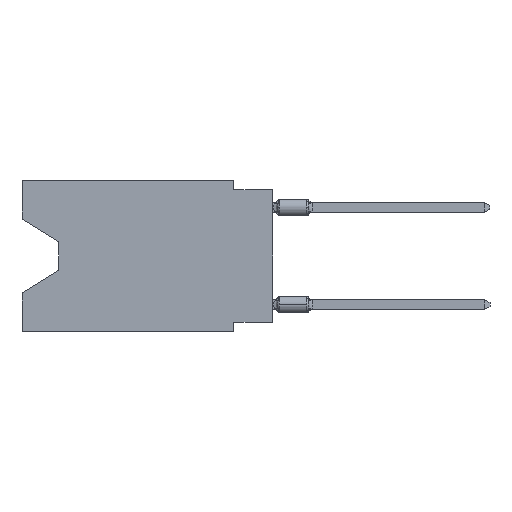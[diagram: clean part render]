
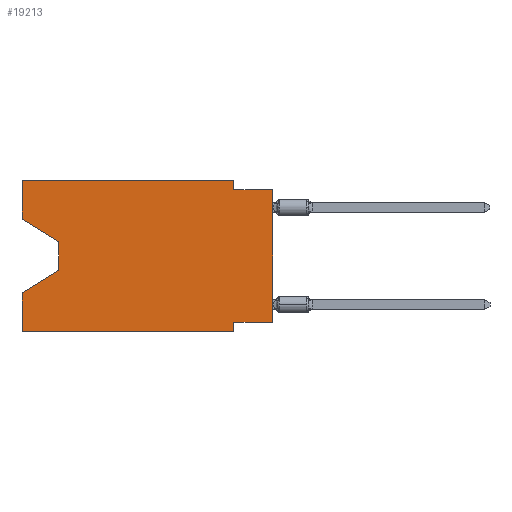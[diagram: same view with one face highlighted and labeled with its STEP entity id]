
A CAD part, left-side view. The second image highlights one B-rep face of the part: STEP entity #19213.
In plain terms, the highlighted planar face has unit normal (-1, 0, 0).
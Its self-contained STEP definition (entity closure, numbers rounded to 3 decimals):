
#125 = EDGE_CURVE ( 'NONE', #11897, #4088, #16369, .T. ) ;
#201 = CARTESIAN_POINT ( 'NONE',  ( 0., 0., -9.271 ) ) ;
#539 = VECTOR ( 'NONE', #6525, 1000. ) ;
#650 = LINE ( 'NONE', #19036, #10200 ) ;
#739 = CARTESIAN_POINT ( 'NONE',  ( 0., 2.54, -9.271 ) ) ;
#775 = CARTESIAN_POINT ( 'NONE',  ( 0., 2.54, 0. ) ) ;
#807 = DIRECTION ( 'NONE',  ( 0., 0., -1. ) ) ;
#898 = VECTOR ( 'NONE', #13125, 1000. ) ;
#914 = ORIENTED_EDGE ( 'NONE', *, *, #21173, .F. ) ;
#1280 = ORIENTED_EDGE ( 'NONE', *, *, #125, .F. ) ;
#1468 = VERTEX_POINT ( 'NONE', #10240 ) ;
#1802 = VECTOR ( 'NONE', #1849, 1000. ) ;
#1849 = DIRECTION ( 'NONE',  ( 0., 0., -1. ) ) ;
#2146 = CARTESIAN_POINT ( 'NONE',  ( 0., 0., -0.635 ) ) ;
#2333 = ORIENTED_EDGE ( 'NONE', *, *, #3192, .T. ) ;
#2470 = VERTEX_POINT ( 'NONE', #4939 ) ;
#3192 = EDGE_CURVE ( 'NONE', #14254, #20857, #650, .T. ) ;
#3307 = FACE_OUTER_BOUND ( 'NONE', #9373, .T. ) ;
#3365 = VECTOR ( 'NONE', #8452, 1000. ) ;
#3581 = LINE ( 'NONE', #16679, #1802 ) ;
#4005 = DIRECTION ( 'NONE',  ( 0., 0., 1. ) ) ;
#4070 = CARTESIAN_POINT ( 'NONE',  ( 0., 16.383, 0. ) ) ;
#4088 = VERTEX_POINT ( 'NONE', #775 ) ;
#4267 = DIRECTION ( 'NONE',  ( 1., 0., 0. ) ) ;
#4392 = EDGE_CURVE ( 'NONE', #15151, #11815, #8571, .T. ) ;
#4610 = LINE ( 'NONE', #8087, #12972 ) ;
#4806 = VECTOR ( 'NONE', #11218, 1000. ) ;
#4939 = CARTESIAN_POINT ( 'NONE',  ( 0., 2.54, -0.635 ) ) ;
#5142 = ORIENTED_EDGE ( 'NONE', *, *, #15095, .T. ) ;
#6025 = VECTOR ( 'NONE', #20352, 1000. ) ;
#6048 = EDGE_CURVE ( 'NONE', #2470, #20857, #20436, .T. ) ;
#6525 = DIRECTION ( 'NONE',  ( 0., -1., 0. ) ) ;
#6955 = CARTESIAN_POINT ( 'NONE',  ( 0., 16.383, 0. ) ) ;
#7351 = DIRECTION ( 'NONE',  ( 0., -1., 0. ) ) ;
#7973 = CARTESIAN_POINT ( 'NONE',  ( 0., 16.383, -2.546 ) ) ;
#8087 = CARTESIAN_POINT ( 'NONE',  ( 0., 16.383, 0. ) ) ;
#8291 = ORIENTED_EDGE ( 'NONE', *, *, #14545, .F. ) ;
#8452 = DIRECTION ( 'NONE',  ( 0., 0.855, -0.519 ) ) ;
#8571 = LINE ( 'NONE', #18203, #3365 ) ;
#8662 = CARTESIAN_POINT ( 'NONE',  ( 0., 2.54, 0. ) ) ;
#9027 = CARTESIAN_POINT ( 'NONE',  ( 0., 0., -0.635 ) ) ;
#9373 = EDGE_LOOP ( 'NONE', ( #21275, #5142, #10695, #21261, #17812, #914, #14372, #2333, #11324, #19220, #1280, #8291 ) ) ;
#9843 = EDGE_CURVE ( 'NONE', #4088, #2470, #15147, .T. ) ;
#10200 = VECTOR ( 'NONE', #4005, 1000. ) ;
#10240 = CARTESIAN_POINT ( 'NONE',  ( 0., 16.383, -2.546 ) ) ;
#10622 = CARTESIAN_POINT ( 'NONE',  ( 0., 16.383, -9.906 ) ) ;
#10695 = ORIENTED_EDGE ( 'NONE', *, *, #4392, .T. ) ;
#11063 = CARTESIAN_POINT ( 'NONE',  ( 0., 0., -9.271 ) ) ;
#11218 = DIRECTION ( 'NONE',  ( 0., -0.855, -0.519 ) ) ;
#11324 = ORIENTED_EDGE ( 'NONE', *, *, #6048, .F. ) ;
#11338 = DIRECTION ( 'NONE',  ( 0., 0., 1. ) ) ;
#11571 = EDGE_CURVE ( 'NONE', #17531, #20164, #15579, .T. ) ;
#11697 = CARTESIAN_POINT ( 'NONE',  ( 0., 13.97, -5.893 ) ) ;
#11815 = VERTEX_POINT ( 'NONE', #18579 ) ;
#11897 = VERTEX_POINT ( 'NONE', #4070 ) ;
#12972 = VECTOR ( 'NONE', #11338, 1000. ) ;
#13125 = DIRECTION ( 'NONE',  ( 0., 0., 1. ) ) ;
#13227 = CARTESIAN_POINT ( 'NONE',  ( 0., 13.97, -4.013 ) ) ;
#13380 = EDGE_CURVE ( 'NONE', #1468, #17626, #16402, .T. ) ;
#13593 = EDGE_CURVE ( 'NONE', #14254, #14421, #15827, .T. ) ;
#13848 = CARTESIAN_POINT ( 'NONE',  ( 0., 2.54, -9.906 ) ) ;
#14254 = VERTEX_POINT ( 'NONE', #201 ) ;
#14372 = ORIENTED_EDGE ( 'NONE', *, *, #13593, .F. ) ;
#14421 = VERTEX_POINT ( 'NONE', #739 ) ;
#14545 = EDGE_CURVE ( 'NONE', #1468, #11897, #4610, .T. ) ;
#15095 = EDGE_CURVE ( 'NONE', #17626, #15151, #20027, .T. ) ;
#15147 = LINE ( 'NONE', #8662, #18526 ) ;
#15151 = VERTEX_POINT ( 'NONE', #11697 ) ;
#15160 = CARTESIAN_POINT ( 'NONE',  ( 0., 13.97, -4.013 ) ) ;
#15192 = LINE ( 'NONE', #6955, #898 ) ;
#15567 = DIRECTION ( 'NONE',  ( 0., -1., 0. ) ) ;
#15579 = LINE ( 'NONE', #10622, #19264 ) ;
#15633 = CARTESIAN_POINT ( 'NONE',  ( 0., 16.383, 0. ) ) ;
#15827 = LINE ( 'NONE', #11063, #20711 ) ;
#16265 = CARTESIAN_POINT ( 'NONE',  ( 0., 16.383, -9.906 ) ) ;
#16369 = LINE ( 'NONE', #21132, #539 ) ;
#16402 = LINE ( 'NONE', #7973, #4806 ) ;
#16516 = PLANE ( 'NONE',  #17427 ) ;
#16679 = CARTESIAN_POINT ( 'NONE',  ( 0., 2.54, -9.906 ) ) ;
#17091 = DIRECTION ( 'NONE',  ( 0., 0., -1. ) ) ;
#17427 = AXIS2_PLACEMENT_3D ( 'NONE', #15633, #4267, #807 ) ;
#17531 = VERTEX_POINT ( 'NONE', #16265 ) ;
#17626 = VERTEX_POINT ( 'NONE', #13227 ) ;
#17812 = ORIENTED_EDGE ( 'NONE', *, *, #11571, .T. ) ;
#18203 = CARTESIAN_POINT ( 'NONE',  ( 0., 13.97, -5.893 ) ) ;
#18526 = VECTOR ( 'NONE', #17091, 1000. ) ;
#18579 = CARTESIAN_POINT ( 'NONE',  ( 0., 16.383, -7.36 ) ) ;
#18686 = DIRECTION ( 'NONE',  ( 0., 1., 0. ) ) ;
#19036 = CARTESIAN_POINT ( 'NONE',  ( 0., 0., 0. ) ) ;
#19213 = ADVANCED_FACE ( 'NONE', ( #3307 ), #16516, .F. ) ;
#19220 = ORIENTED_EDGE ( 'NONE', *, *, #9843, .F. ) ;
#19264 = VECTOR ( 'NONE', #7351, 1000. ) ;
#19439 = VECTOR ( 'NONE', #15567, 1000. ) ;
#20027 = LINE ( 'NONE', #15160, #6025 ) ;
#20164 = VERTEX_POINT ( 'NONE', #13848 ) ;
#20352 = DIRECTION ( 'NONE',  ( 0., 0., -1. ) ) ;
#20436 = LINE ( 'NONE', #2146, #19439 ) ;
#20711 = VECTOR ( 'NONE', #18686, 1000. ) ;
#20757 = EDGE_CURVE ( 'NONE', #17531, #11815, #15192, .T. ) ;
#20857 = VERTEX_POINT ( 'NONE', #9027 ) ;
#21132 = CARTESIAN_POINT ( 'NONE',  ( 0., 16.383, 0. ) ) ;
#21173 = EDGE_CURVE ( 'NONE', #14421, #20164, #3581, .T. ) ;
#21261 = ORIENTED_EDGE ( 'NONE', *, *, #20757, .F. ) ;
#21275 = ORIENTED_EDGE ( 'NONE', *, *, #13380, .T. ) ;
